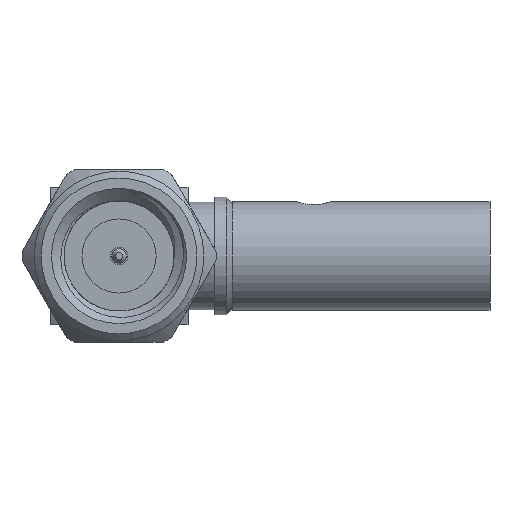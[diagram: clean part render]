
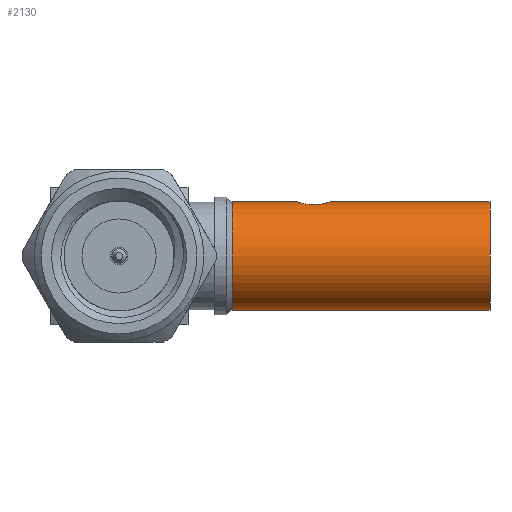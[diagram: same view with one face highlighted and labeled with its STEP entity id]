
A CAD part, left-side view. The second image highlights one B-rep face of the part: STEP entity #2130.
In plain terms, the highlighted cylindrical face has radius 2 mm (diameter 4 mm), a full revolution.
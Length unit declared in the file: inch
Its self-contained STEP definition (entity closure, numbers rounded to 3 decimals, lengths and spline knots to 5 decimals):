
#41 = AXIS2_PLACEMENT_3D ( 'NONE', #216, #903, #1763 ) ;
#74 = EDGE_CURVE ( 'NONE', #1571, #1571, #1266, .T. ) ;
#122 = ORIENTED_EDGE ( 'NONE', *, *, #857, .T. ) ;
#128 = CIRCLE ( 'NONE', #2183, 0.07874 ) ;
#181 = FACE_BOUND ( 'NONE', #320, .T. ) ;
#189 = CARTESIAN_POINT ( 'NONE',  ( -0.02226, -0.26888, 0.07567 ) ) ;
#216 = CARTESIAN_POINT ( 'NONE',  ( 0., -0.53788, 0. ) ) ;
#217 = CARTESIAN_POINT ( 'NONE',  ( -0.025, -0.28198, 0.07467 ) ) ;
#312 = CARTESIAN_POINT ( 'NONE',  ( -0.025, -0.28198, 0.07467 ) ) ;
#320 = EDGE_LOOP ( 'NONE', ( #2597 ) ) ;
#471 = CARTESIAN_POINT ( 'NONE',  ( -0.025, -0.2853, 0.07467 ) ) ;
#505 = CARTESIAN_POINT ( 'NONE',  ( 0.00659, -0.25698, 0.07874 ) ) ;
#526 = EDGE_LOOP ( 'NONE', ( #1018 ) ) ;
#536 = VERTEX_POINT ( 'NONE', #312 ) ;
#650 = CARTESIAN_POINT ( 'NONE',  ( 0., -0.53788, 0. ) ) ;
#667 = DIRECTION ( 'NONE',  ( 1., 0., 0. ) ) ;
#737 = CARTESIAN_POINT ( 'NONE',  ( 0.02183, -0.29459, 0.07566 ) ) ;
#751 = CARTESIAN_POINT ( 'NONE',  ( 0.00655, -0.30698, 0.07874 ) ) ;
#830 = FACE_OUTER_BOUND ( 'NONE', #526, .T. ) ;
#857 = EDGE_CURVE ( 'NONE', #2219, #2219, #128, .T. ) ;
#882 = CARTESIAN_POINT ( 'NONE',  ( -0.01309, -0.25971, 0.07779 ) ) ;
#903 = DIRECTION ( 'NONE',  ( 0., -1., 0. ) ) ;
#938 = CARTESIAN_POINT ( 'NONE',  ( 0.01308, -0.30426, 0.07779 ) ) ;
#969 = CARTESIAN_POINT ( 'NONE',  ( -0.0131, -0.30423, 0.07779 ) ) ;
#1018 = ORIENTED_EDGE ( 'NONE', *, *, #74, .F. ) ;
#1192 = EDGE_LOOP ( 'NONE', ( #122 ) ) ;
#1266 = CIRCLE ( 'NONE', #41, 0.07874 ) ;
#1349 = CARTESIAN_POINT ( 'NONE',  ( -0.00659, -0.25698, 0.07874 ) ) ;
#1366 = CARTESIAN_POINT ( 'NONE',  ( -0.02182, -0.29461, 0.07567 ) ) ;
#1489 = DIRECTION ( 'NONE',  ( -1., 0., 0. ) ) ;
#1539 = FACE_OUTER_BOUND ( 'NONE', #1192, .T. ) ;
#1571 = VERTEX_POINT ( 'NONE', #2696 ) ;
#1601 = CARTESIAN_POINT ( 'NONE',  ( 0.02434, -0.2754, 0.0749 ) ) ;
#1616 = CARTESIAN_POINT ( 'NONE',  ( -0.01997, -0.29737, 0.0762 ) ) ;
#1628 = CARTESIAN_POINT ( 'NONE',  ( 0.02184, -0.26937, 0.07566 ) ) ;
#1706 = EDGE_CURVE ( 'NONE', #536, #536, #2235, .T. ) ;
#1719 = DIRECTION ( 'NONE',  ( 0., 1., 0. ) ) ;
#1763 = DIRECTION ( 'NONE',  ( 1., 0., 0. ) ) ;
#1821 = CARTESIAN_POINT ( 'NONE',  ( 0.02433, -0.28857, 0.0749 ) ) ;
#1837 = CARTESIAN_POINT ( 'NONE',  ( 0.01999, -0.29734, 0.0762 ) ) ;
#1989 = CARTESIAN_POINT ( 'NONE',  ( 0.07874, -0.16387, 0. ) ) ;
#2051 = CARTESIAN_POINT ( 'NONE',  ( -0.02434, -0.28856, 0.0749 ) ) ;
#2130 = ADVANCED_FACE ( 'NONE', ( #830, #1539, #181 ), #2850, .T. ) ;
#2183 = AXIS2_PLACEMENT_3D ( 'NONE', #2650, #2613, #667 ) ;
#2219 = VERTEX_POINT ( 'NONE', #1989 ) ;
#2235 = B_SPLINE_CURVE_WITH_KNOTS ( 'NONE', 3,
 ( #2479, #471, #2051, #1366, #1616, #969, #2740, #751, #938, #1837, #737, #1821, #2710, #2510, #1601, #1628, #2495, #2276, #505, #1349, #882, #189, #2673, #217 ),
 .UNSPECIFIED., .T., .F.,
 ( 4, 2, 2, 2, 2, 2, 2, 2, 2, 2, 2, 4 ),
 ( 0., 0.00025, 0.0005, 0.001, 0.0015, 0.00175, 0.002, 0.00225, 0.0025, 0.003, 0.0035, 0.004 ),
 .UNSPECIFIED. ) ;
#2276 = CARTESIAN_POINT ( 'NONE',  ( 0.01307, -0.25969, 0.07779 ) ) ;
#2479 = CARTESIAN_POINT ( 'NONE',  ( -0.025, -0.28198, 0.07467 ) ) ;
#2495 = CARTESIAN_POINT ( 'NONE',  ( 0.01999, -0.26662, 0.0762 ) ) ;
#2510 = CARTESIAN_POINT ( 'NONE',  ( 0.025, -0.27871, 0.07467 ) ) ;
#2583 = AXIS2_PLACEMENT_3D ( 'NONE', #650, #1719, #1489 ) ;
#2597 = ORIENTED_EDGE ( 'NONE', *, *, #1706, .F. ) ;
#2613 = DIRECTION ( 'NONE',  ( 0., -1., 0. ) ) ;
#2650 = CARTESIAN_POINT ( 'NONE',  ( 0., -0.16387, 0. ) ) ;
#2673 = CARTESIAN_POINT ( 'NONE',  ( -0.025, -0.27532, 0.07467 ) ) ;
#2696 = CARTESIAN_POINT ( 'NONE',  ( 0.07874, -0.53788, 0. ) ) ;
#2710 = CARTESIAN_POINT ( 'NONE',  ( 0.025, -0.28526, 0.07467 ) ) ;
#2740 = CARTESIAN_POINT ( 'NONE',  ( -0.00659, -0.30697, 0.07874 ) ) ;
#2850 = CYLINDRICAL_SURFACE ( 'NONE', #2583, 0.07874 ) ;
